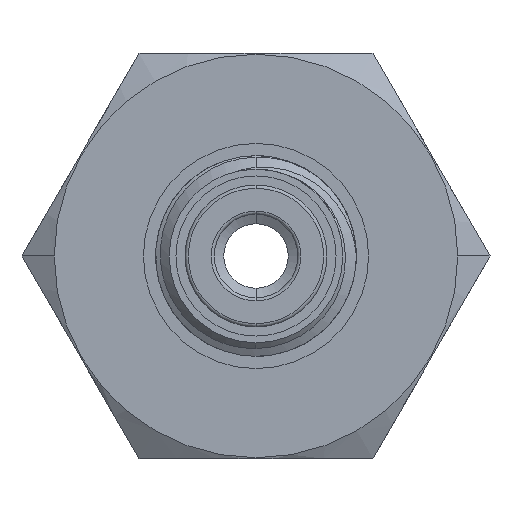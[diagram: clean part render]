
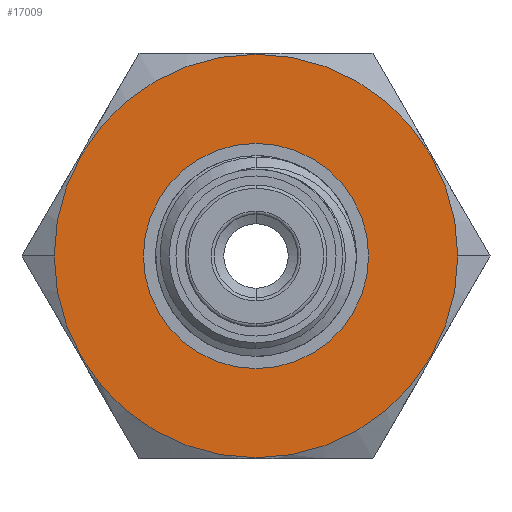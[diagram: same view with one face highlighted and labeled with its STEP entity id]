
A CAD part, left-side view. The second image highlights one B-rep face of the part: STEP entity #17009.
In plain terms, the highlighted planar face has unit normal (-1, 0, 0).
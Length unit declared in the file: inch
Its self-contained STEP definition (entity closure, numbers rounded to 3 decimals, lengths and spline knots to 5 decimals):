
#303 = EDGE_LOOP ( 'NONE', ( #4051, #3745 ) ) ;
#1290 = DIRECTION ( 'NONE',  ( 0., 1., 0. ) ) ;
#1527 = AXIS2_PLACEMENT_3D ( 'NONE', #10794, #10684, #1290 ) ;
#1643 = CARTESIAN_POINT ( 'NONE',  ( -1.25, 0., 0. ) ) ;
#1976 = CARTESIAN_POINT ( 'NONE',  ( -1.25, 0., -0.281 ) ) ;
#3383 = EDGE_CURVE ( 'NONE', #14516, #13914, #17083, .T. ) ;
#3745 = ORIENTED_EDGE ( 'NONE', *, *, #12740, .F. ) ;
#4051 = ORIENTED_EDGE ( 'NONE', *, *, #9726, .F. ) ;
#4559 = CARTESIAN_POINT ( 'NONE',  ( -1.25, 0., 0. ) ) ;
#4635 = FACE_OUTER_BOUND ( 'NONE', #14481, .T. ) ;
#4694 = CARTESIAN_POINT ( 'NONE',  ( -1.25, -0.56, 0. ) ) ;
#5936 = ORIENTED_EDGE ( 'NONE', *, *, #15773, .F. ) ;
#6565 = CIRCLE ( 'NONE', #9802, 0.281 ) ;
#6572 = DIRECTION ( 'NONE',  ( 0., 0., 1. ) ) ;
#7182 = DIRECTION ( 'NONE',  ( -1., 0., 0. ) ) ;
#7188 = VERTEX_POINT ( 'NONE', #1976 ) ;
#7204 = CARTESIAN_POINT ( 'NONE',  ( -1.25, 0., 0. ) ) ;
#7257 = DIRECTION ( 'NONE',  ( -1., 0., 0. ) ) ;
#7392 = AXIS2_PLACEMENT_3D ( 'NONE', #7204, #7257, #16889 ) ;
#7950 = CARTESIAN_POINT ( 'NONE',  ( -1.25, 0., 0. ) ) ;
#8680 = DIRECTION ( 'NONE',  ( 0., 1., 0. ) ) ;
#9726 = EDGE_CURVE ( 'NONE', #14754, #7188, #13492, .T. ) ;
#9802 = AXIS2_PLACEMENT_3D ( 'NONE', #7950, #17592, #6572 ) ;
#10684 = DIRECTION ( 'NONE',  ( 1., 0., 0. ) ) ;
#10794 = CARTESIAN_POINT ( 'NONE',  ( -1.25, 0., 0. ) ) ;
#11177 = CARTESIAN_POINT ( 'NONE',  ( -1.25, 0.56, 0. ) ) ;
#11440 = DIRECTION ( 'NONE',  ( 1., 0., 0. ) ) ;
#12740 = EDGE_CURVE ( 'NONE', #7188, #14754, #6565, .T. ) ;
#13492 = CIRCLE ( 'NONE', #16137, 0.281 ) ;
#13914 = VERTEX_POINT ( 'NONE', #11177 ) ;
#13969 = PLANE ( 'NONE',  #7392 ) ;
#14260 = DIRECTION ( 'NONE',  ( 0., 0., 1. ) ) ;
#14481 = EDGE_LOOP ( 'NONE', ( #5936, #15450 ) ) ;
#14516 = VERTEX_POINT ( 'NONE', #4694 ) ;
#14754 = VERTEX_POINT ( 'NONE', #17679 ) ;
#15450 = ORIENTED_EDGE ( 'NONE', *, *, #3383, .F. ) ;
#15773 = EDGE_CURVE ( 'NONE', #13914, #14516, #17619, .T. ) ;
#16137 = AXIS2_PLACEMENT_3D ( 'NONE', #4559, #7182, #14260 ) ;
#16291 = FACE_BOUND ( 'NONE', #303, .T. ) ;
#16790 = AXIS2_PLACEMENT_3D ( 'NONE', #1643, #11440, #8680 ) ;
#16889 = DIRECTION ( 'NONE',  ( 0., -1., 0. ) ) ;
#17009 = ADVANCED_FACE ( 'NONE', ( #4635, #16291 ), #13969, .T. ) ;
#17083 = CIRCLE ( 'NONE', #16790, 0.56 ) ;
#17592 = DIRECTION ( 'NONE',  ( -1., 0., 0. ) ) ;
#17619 = CIRCLE ( 'NONE', #1527, 0.56 ) ;
#17679 = CARTESIAN_POINT ( 'NONE',  ( -1.25, 0., 0.281 ) ) ;
